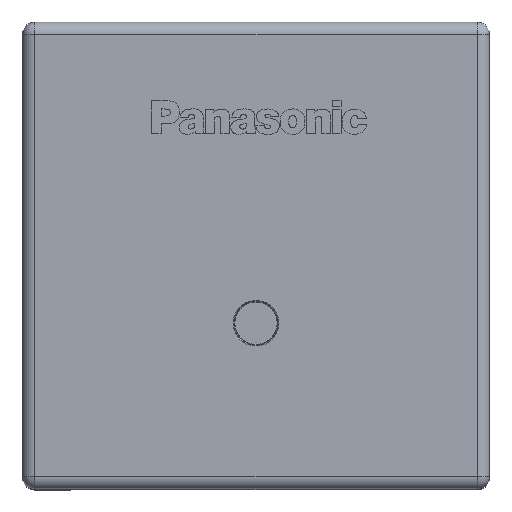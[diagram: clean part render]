
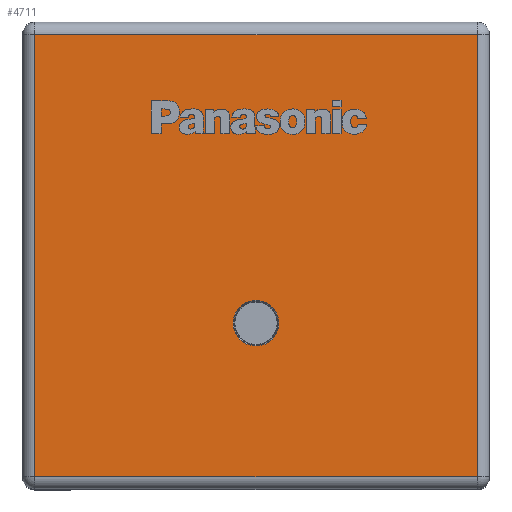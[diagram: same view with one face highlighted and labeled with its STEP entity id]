
A CAD part, top view. The second image highlights one B-rep face of the part: STEP entity #4711.
In plain terms, the highlighted planar face has unit normal (0, 0, 1).
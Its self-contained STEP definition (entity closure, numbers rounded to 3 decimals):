
#448=FACE_BOUND('',#1731,.T.);
#468=LINE('',#6274,#890);
#469=LINE('',#6276,#891);
#470=LINE('',#6278,#892);
#471=LINE('',#6279,#893);
#890=VECTOR('',#5325,10.);
#891=VECTOR('',#5326,10.);
#892=VECTOR('',#5327,10.);
#893=VECTOR('',#5328,10.);
#1312=PLANE('',#5051);
#1446=FACE_OUTER_BOUND('',#1730,.T.);
#1730=EDGE_LOOP('',(#3279,#3280,#3281,#3282));
#1731=EDGE_LOOP('',(#3283));
#2033=CIRCLE('',#5047,1.269);
#2090=VERTEX_POINT('',#6264);
#2093=VERTEX_POINT('',#6272);
#2094=VERTEX_POINT('',#6273);
#2095=VERTEX_POINT('',#6275);
#2096=VERTEX_POINT('',#6277);
#2557=EDGE_CURVE('',#2090,#2090,#2033,.T.);
#2561=EDGE_CURVE('',#2093,#2094,#468,.T.);
#2562=EDGE_CURVE('',#2095,#2093,#469,.T.);
#2563=EDGE_CURVE('',#2096,#2095,#470,.T.);
#2564=EDGE_CURVE('',#2094,#2096,#471,.T.);
#3279=ORIENTED_EDGE('',*,*,#2561,.F.);
#3280=ORIENTED_EDGE('',*,*,#2562,.F.);
#3281=ORIENTED_EDGE('',*,*,#2563,.F.);
#3282=ORIENTED_EDGE('',*,*,#2564,.F.);
#3283=ORIENTED_EDGE('',*,*,#2557,.F.);
#4711=ADVANCED_FACE('',(#1446,#448),#1312,.T.);
#5047=AXIS2_PLACEMENT_3D('',#6265,#5315,#5316);
#5051=AXIS2_PLACEMENT_3D('',#6271,#5323,#5324);
#5315=DIRECTION('center_axis',(0.,0.,1.));
#5316=DIRECTION('ref_axis',(1.,0.,0.));
#5323=DIRECTION('center_axis',(0.,0.,1.));
#5324=DIRECTION('ref_axis',(1.,0.,0.));
#5325=DIRECTION('',(0.,-1.,0.));
#5326=DIRECTION('',(1.,0.,0.));
#5327=DIRECTION('',(0.,1.,0.));
#5328=DIRECTION('',(-1.,0.,0.));
#6264=CARTESIAN_POINT('',(5.03,0.,36.6));
#6265=CARTESIAN_POINT('Origin',(3.761,0.,36.6));
#6271=CARTESIAN_POINT('Origin',(-13.,0.,36.6));
#6272=CARTESIAN_POINT('',(12.3,12.3,36.6));
#6273=CARTESIAN_POINT('',(12.3,-12.3,36.6));
#6274=CARTESIAN_POINT('',(12.3,0.,36.6));
#6275=CARTESIAN_POINT('',(-12.3,12.3,36.6));
#6276=CARTESIAN_POINT('',(-6.5,12.3,36.6));
#6277=CARTESIAN_POINT('',(-12.3,-12.3,36.6));
#6278=CARTESIAN_POINT('',(-12.3,0.,36.6));
#6279=CARTESIAN_POINT('',(-6.5,-12.3,36.6));
